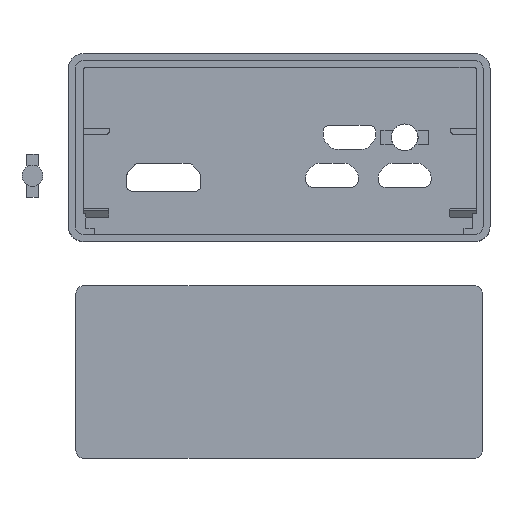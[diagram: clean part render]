
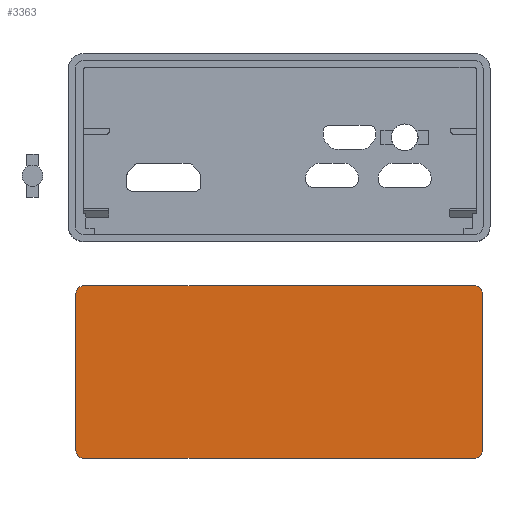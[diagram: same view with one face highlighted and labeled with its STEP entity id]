
A CAD part, top view. The second image highlights one B-rep face of the part: STEP entity #3363.
In plain terms, the highlighted planar face has unit normal (0, 0, 1).
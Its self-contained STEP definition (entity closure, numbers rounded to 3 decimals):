
#193=PLANE('',#3679);
#364=FACE_OUTER_BOUND('',#560,.T.);
#560=EDGE_LOOP('',(#3128,#3129,#3130,#3131,#3132,#3133,#3134,#3135));
#655=CIRCLE('',#3669,1.34);
#659=CIRCLE('',#3676,1.34);
#660=CIRCLE('',#3680,1.34);
#661=CIRCLE('',#3681,1.34);
#1024=LINE('',#5553,#1398);
#1030=LINE('',#5573,#1404);
#1031=LINE('',#5576,#1405);
#1033=LINE('',#5582,#1407);
#1398=VECTOR('',#4576,10.);
#1404=VECTOR('',#4596,10.);
#1405=VECTOR('',#4599,10.);
#1407=VECTOR('',#4605,10.);
#1712=VERTEX_POINT('',#5543);
#1713=VERTEX_POINT('',#5545);
#1715=VERTEX_POINT('',#5551);
#1721=VERTEX_POINT('',#5567);
#1722=VERTEX_POINT('',#5571);
#1723=VERTEX_POINT('',#5575);
#1724=VERTEX_POINT('',#5579);
#1725=VERTEX_POINT('',#5581);
#2178=EDGE_CURVE('',#1712,#1713,#655,.T.);
#2182=EDGE_CURVE('',#1715,#1712,#1024,.T.);
#2189=EDGE_CURVE('',#1721,#1715,#659,.T.);
#2192=EDGE_CURVE('',#1722,#1721,#1030,.F.);
#2193=EDGE_CURVE('',#1713,#1723,#1031,.F.);
#2195=EDGE_CURVE('',#1724,#1722,#660,.T.);
#2196=EDGE_CURVE('',#1725,#1724,#1033,.T.);
#2197=EDGE_CURVE('',#1723,#1725,#661,.T.);
#3128=ORIENTED_EDGE('',*,*,#2178,.F.);
#3129=ORIENTED_EDGE('',*,*,#2182,.F.);
#3130=ORIENTED_EDGE('',*,*,#2189,.F.);
#3131=ORIENTED_EDGE('',*,*,#2192,.F.);
#3132=ORIENTED_EDGE('',*,*,#2195,.F.);
#3133=ORIENTED_EDGE('',*,*,#2196,.F.);
#3134=ORIENTED_EDGE('',*,*,#2197,.F.);
#3135=ORIENTED_EDGE('',*,*,#2193,.F.);
#3363=ADVANCED_FACE('',(#364),#193,.F.);
#3669=AXIS2_PLACEMENT_3D('',#5546,#4569,#4570);
#3676=AXIS2_PLACEMENT_3D('',#5568,#4590,#4591);
#3679=AXIS2_PLACEMENT_3D('',#5578,#4601,#4602);
#3680=AXIS2_PLACEMENT_3D('',#5580,#4603,#4604);
#3681=AXIS2_PLACEMENT_3D('',#5583,#4606,#4607);
#4569=DIRECTION('center_axis',(0.,0.,
-1.));
#4570=DIRECTION('ref_axis',(-0.707,-0.707,0.));
#4576=DIRECTION('',(-1.,0.,0.));
#4590=DIRECTION('center_axis',(0.,0.,
-1.));
#4591=DIRECTION('ref_axis',(0.707,-0.707,0.));
#4596=DIRECTION('',(0.,1.,0.));
#4599=DIRECTION('',(0.,-1.,0.));
#4601=DIRECTION('center_axis',(0.,0.,
-1.));
#4602=DIRECTION('ref_axis',(-1.,0.,0.));
#4603=DIRECTION('center_axis',(0.,0.,
-1.));
#4604=DIRECTION('ref_axis',(0.707,0.707,0.));
#4605=DIRECTION('',(1.,0.,0.));
#4606=DIRECTION('center_axis',(0.,0.,
-1.));
#4607=DIRECTION('ref_axis',(-0.707,0.707,0.));
#5543=CARTESIAN_POINT('',(191.395,39.012,0.968));
#5545=CARTESIAN_POINT('',(190.055,40.352,0.968));
#5546=CARTESIAN_POINT('Origin',(191.395,40.352,0.968));
#5551=CARTESIAN_POINT('',(258.605,39.012,0.968));
#5553=CARTESIAN_POINT('',(241.853,39.012,0.968));
#5567=CARTESIAN_POINT('',(259.945,40.352,0.968));
#5568=CARTESIAN_POINT('Origin',(258.605,40.352,0.968));
#5571=CARTESIAN_POINT('',(259.945,67.331,0.968));
#5573=CARTESIAN_POINT('',(259.945,64.88,0.968));
#5575=CARTESIAN_POINT('',(190.055,67.331,0.968));
#5576=CARTESIAN_POINT('',(190.055,58.39,0.968));
#5578=CARTESIAN_POINT('Origin',(225.,57.62,0.968));
#5579=CARTESIAN_POINT('',(258.605,68.671,0.968));
#5580=CARTESIAN_POINT('Origin',(258.605,67.331,0.968));
#5581=CARTESIAN_POINT('',(191.395,68.671,0.968));
#5582=CARTESIAN_POINT('',(209.118,68.671,0.968));
#5583=CARTESIAN_POINT('Origin',(191.395,67.331,0.968));
